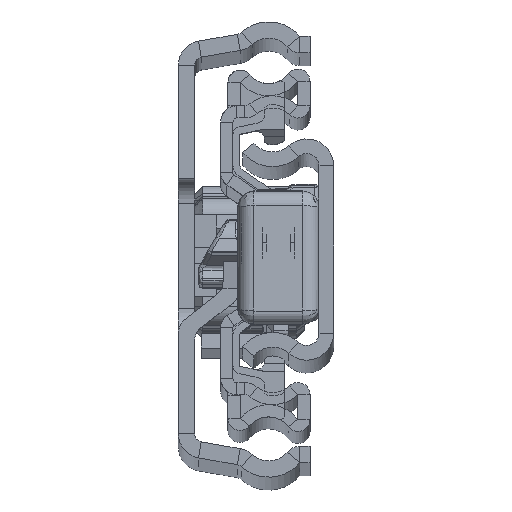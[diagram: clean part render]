
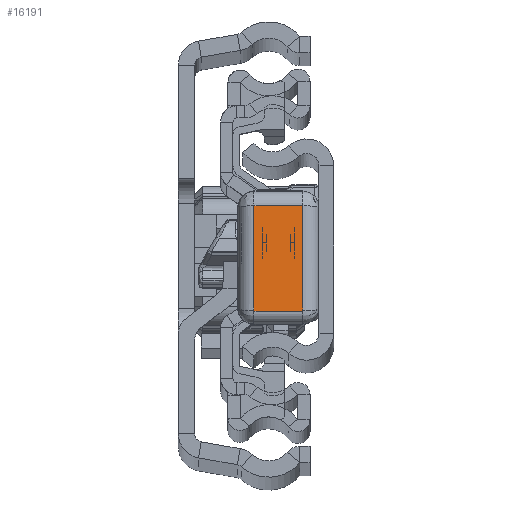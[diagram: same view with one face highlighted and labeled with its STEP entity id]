
A CAD part, top view. The second image highlights one B-rep face of the part: STEP entity #16191.
In plain terms, the highlighted face is planar.
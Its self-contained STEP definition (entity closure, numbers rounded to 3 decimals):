
#2798 = VECTOR ( 'NONE', #44557, 1000. ) ;
#5593 = DIRECTION ( 'NONE',  ( -1., 0., 0. ) ) ;
#5986 = VERTEX_POINT ( 'NONE', #30567 ) ;
#6738 = CARTESIAN_POINT ( 'NONE',  ( 39.636, -12.609, 5.5 ) ) ;
#9791 = CARTESIAN_POINT ( 'NONE',  ( 39.636, 0., 5.5 ) ) ;
#10553 = CARTESIAN_POINT ( 'NONE',  ( 39.636, 0.361, 5.5 ) ) ;
#10640 = VECTOR ( 'NONE', #28607, 1000. ) ;
#11075 = DIRECTION ( 'NONE',  ( 0., -1., 0. ) ) ;
#11959 = AXIS2_PLACEMENT_3D ( 'NONE', #9791, #5593, #46579 ) ;
#12194 = ORIENTED_EDGE ( 'NONE', *, *, #50054, .T. ) ;
#13987 = ORIENTED_EDGE ( 'NONE', *, *, #47828, .T. ) ;
#15583 = LINE ( 'NONE', #37762, #54191 ) ;
#16191 = ADVANCED_FACE ( 'NONE', ( #47248 ), #36836, .F. ) ;
#20639 = DIRECTION ( 'NONE',  ( 0., 0., 1. ) ) ;
#26830 = CARTESIAN_POINT ( 'NONE',  ( 39.636, -12.609, 2. ) ) ;
#28102 = VERTEX_POINT ( 'NONE', #53840 ) ;
#28607 = DIRECTION ( 'NONE',  ( 0., 1., 0. ) ) ;
#30567 = CARTESIAN_POINT ( 'NONE',  ( 39.636, 0.361, 2. ) ) ;
#31702 = EDGE_CURVE ( 'NONE', #34074, #5986, #60886, .T. ) ;
#34074 = VERTEX_POINT ( 'NONE', #26830 ) ;
#35511 = CARTESIAN_POINT ( 'NONE',  ( 39.636, -12.609, 8. ) ) ;
#36836 = PLANE ( 'NONE',  #11959 ) ;
#37762 = CARTESIAN_POINT ( 'NONE',  ( 39.636, 0., 8. ) ) ;
#44557 = DIRECTION ( 'NONE',  ( 0., 0., -1. ) ) ;
#46579 = DIRECTION ( 'NONE',  ( 0., 0., -1. ) ) ;
#47248 = FACE_OUTER_BOUND ( 'NONE', #60765, .T. ) ;
#47828 = EDGE_CURVE ( 'NONE', #62314, #34074, #55339, .T. ) ;
#50054 = EDGE_CURVE ( 'NONE', #5986, #28102, #68172, .T. ) ;
#50734 = ORIENTED_EDGE ( 'NONE', *, *, #31702, .T. ) ;
#51809 = VECTOR ( 'NONE', #20639, 1000. ) ;
#53269 = EDGE_CURVE ( 'NONE', #28102, #62314, #15583, .T. ) ;
#53840 = CARTESIAN_POINT ( 'NONE',  ( 39.636, 0.361, 8. ) ) ;
#54191 = VECTOR ( 'NONE', #11075, 1000. ) ;
#55339 = LINE ( 'NONE', #6738, #2798 ) ;
#59063 = ORIENTED_EDGE ( 'NONE', *, *, #53269, .T. ) ;
#60765 = EDGE_LOOP ( 'NONE', ( #50734, #12194, #59063, #13987 ) ) ;
#60886 = LINE ( 'NONE', #61566, #10640 ) ;
#61566 = CARTESIAN_POINT ( 'NONE',  ( 39.636, 0., 2. ) ) ;
#62314 = VERTEX_POINT ( 'NONE', #35511 ) ;
#68172 = LINE ( 'NONE', #10553, #51809 ) ;
